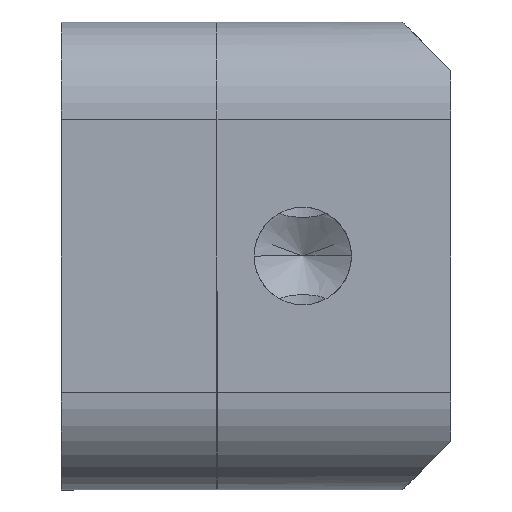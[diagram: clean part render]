
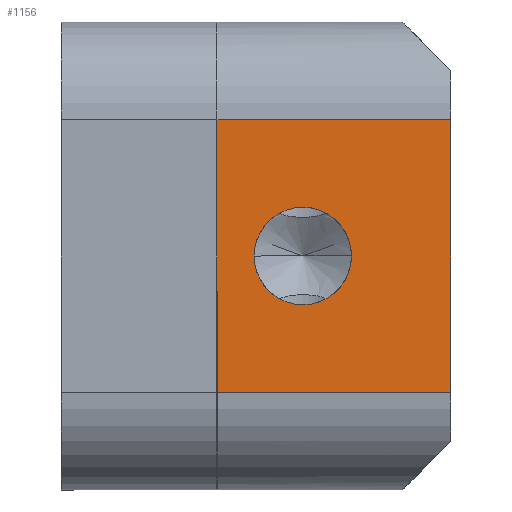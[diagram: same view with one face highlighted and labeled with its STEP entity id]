
A CAD part, left-side view. The second image highlights one B-rep face of the part: STEP entity #1156.
In plain terms, the highlighted planar face has unit normal (-1, 0, 0).
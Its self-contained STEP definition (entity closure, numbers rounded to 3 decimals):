
#72 = VECTOR ( 'NONE', #1181, 1000. ) ;
#93 = CARTESIAN_POINT ( 'NONE',  ( -12., 3.5, 6. ) ) ;
#135 = DIRECTION ( 'NONE',  ( 0., 0., 1. ) ) ;
#182 = EDGE_CURVE ( 'NONE', #1371, #809, #355, .T. ) ;
#230 = VECTOR ( 'NONE', #982, 1000. ) ;
#237 = VERTEX_POINT ( 'NONE', #926 ) ;
#282 = CARTESIAN_POINT ( 'NONE',  ( -12., 0., 5.05 ) ) ;
#296 = DIRECTION ( 'NONE',  ( 1., 0., 0. ) ) ;
#343 = VERTEX_POINT ( 'NONE', #1275 ) ;
#355 = CIRCLE ( 'NONE', #486, 1.25 ) ;
#391 = LINE ( 'NONE', #812, #1173 ) ;
#465 = DIRECTION ( 'NONE',  ( 0., 0., -1. ) ) ;
#472 = DIRECTION ( 'NONE',  ( 0., 0., 1. ) ) ;
#486 = AXIS2_PLACEMENT_3D ( 'NONE', #780, #1105, #472 ) ;
#499 = LINE ( 'NONE', #508, #230 ) ;
#508 = CARTESIAN_POINT ( 'NONE',  ( -12., -6., 0. ) ) ;
#523 = CARTESIAN_POINT ( 'NONE',  ( -12., 0., 2.55 ) ) ;
#627 = EDGE_CURVE ( 'NONE', #343, #237, #391, .T. ) ;
#645 = ORIENTED_EDGE ( 'NONE', *, *, #1053, .T. ) ;
#719 = DIRECTION ( 'NONE',  ( -1., 0., 0. ) ) ;
#744 = CARTESIAN_POINT ( 'NONE',  ( -12., 3.5, 0. ) ) ;
#760 = FACE_BOUND ( 'NONE', #1750, .T. ) ;
#763 = EDGE_CURVE ( 'NONE', #809, #1371, #1394, .T. ) ;
#780 = CARTESIAN_POINT ( 'NONE',  ( -12., 0., 3.8 ) ) ;
#782 = EDGE_LOOP ( 'NONE', ( #1101, #645, #783, #1743 ) ) ;
#783 = ORIENTED_EDGE ( 'NONE', *, *, #1327, .T. ) ;
#809 = VERTEX_POINT ( 'NONE', #282 ) ;
#812 = CARTESIAN_POINT ( 'NONE',  ( -12., -6., 6. ) ) ;
#833 = VECTOR ( 'NONE', #135, 1000. ) ;
#891 = LINE ( 'NONE', #1497, #833 ) ;
#900 = PLANE ( 'NONE',  #1375 ) ;
#926 = CARTESIAN_POINT ( 'NONE',  ( -12., -3.5, 6. ) ) ;
#982 = DIRECTION ( 'NONE',  ( 0., -1., 0. ) ) ;
#1053 = EDGE_CURVE ( 'NONE', #343, #1604, #1737, .T. ) ;
#1054 = FACE_OUTER_BOUND ( 'NONE', #782, .T. ) ;
#1056 = VERTEX_POINT ( 'NONE', #1918 ) ;
#1101 = ORIENTED_EDGE ( 'NONE', *, *, #627, .F. ) ;
#1105 = DIRECTION ( 'NONE',  ( -1., 0., 0. ) ) ;
#1123 = DIRECTION ( 'NONE',  ( 0., -1., 0. ) ) ;
#1156 = ADVANCED_FACE ( 'NONE', ( #760, #1054 ), #900, .F. ) ;
#1173 = VECTOR ( 'NONE', #1123, 1000. ) ;
#1181 = DIRECTION ( 'NONE',  ( 0., 0., -1. ) ) ;
#1186 = DIRECTION ( 'NONE',  ( 0., 0., 1. ) ) ;
#1242 = EDGE_CURVE ( 'NONE', #1056, #237, #891, .T. ) ;
#1275 = CARTESIAN_POINT ( 'NONE',  ( -12., 3.5, 6. ) ) ;
#1305 = ORIENTED_EDGE ( 'NONE', *, *, #763, .F. ) ;
#1327 = EDGE_CURVE ( 'NONE', #1604, #1056, #499, .T. ) ;
#1356 = ORIENTED_EDGE ( 'NONE', *, *, #182, .F. ) ;
#1371 = VERTEX_POINT ( 'NONE', #523 ) ;
#1375 = AXIS2_PLACEMENT_3D ( 'NONE', #1646, #296, #465 ) ;
#1394 = CIRCLE ( 'NONE', #1517, 1.25 ) ;
#1492 = CARTESIAN_POINT ( 'NONE',  ( -12., 0., 3.8 ) ) ;
#1497 = CARTESIAN_POINT ( 'NONE',  ( -12., -3.5, 6. ) ) ;
#1517 = AXIS2_PLACEMENT_3D ( 'NONE', #1492, #719, #1186 ) ;
#1604 = VERTEX_POINT ( 'NONE', #744 ) ;
#1646 = CARTESIAN_POINT ( 'NONE',  ( -12., -6., 6. ) ) ;
#1737 = LINE ( 'NONE', #93, #72 ) ;
#1743 = ORIENTED_EDGE ( 'NONE', *, *, #1242, .T. ) ;
#1750 = EDGE_LOOP ( 'NONE', ( #1305, #1356 ) ) ;
#1918 = CARTESIAN_POINT ( 'NONE',  ( -12., -3.5, 0. ) ) ;
